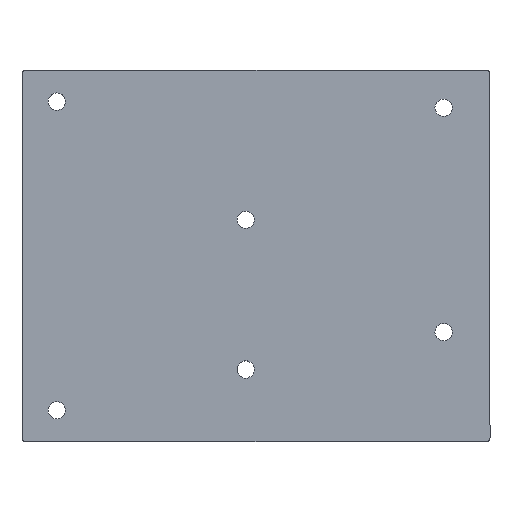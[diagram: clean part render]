
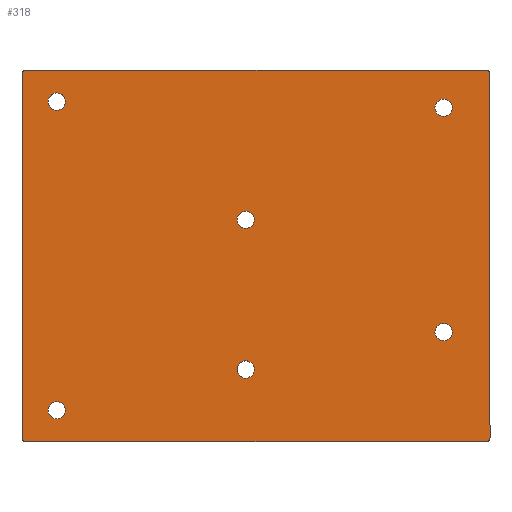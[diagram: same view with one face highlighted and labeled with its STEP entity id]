
A CAD part, top view. The second image highlights one B-rep face of the part: STEP entity #318.
In plain terms, the highlighted planar face has unit normal (0, 0, 1).
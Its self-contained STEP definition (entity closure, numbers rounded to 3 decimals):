
#21=FACE_BOUND('',#69,.T.);
#22=FACE_BOUND('',#70,.T.);
#23=FACE_BOUND('',#71,.T.);
#24=FACE_BOUND('',#72,.T.);
#25=FACE_BOUND('',#73,.T.);
#26=FACE_BOUND('',#74,.T.);
#32=PLANE('',#366);
#46=FACE_OUTER_BOUND('',#68,.T.);
#68=EDGE_LOOP('',(#273,#274,#275,#276,#277,#278,#279,#280));
#69=EDGE_LOOP('',(#281));
#70=EDGE_LOOP('',(#282));
#71=EDGE_LOOP('',(#283));
#72=EDGE_LOOP('',(#284));
#73=EDGE_LOOP('',(#285));
#74=EDGE_LOOP('',(#286));
#83=LINE('',#494,#105);
#89=LINE('',#523,#111);
#91=LINE('',#526,#113);
#94=LINE('',#534,#116);
#105=VECTOR('',#399,10.);
#111=VECTOR('',#427,10.);
#113=VECTOR('',#431,10.);
#116=VECTOR('',#440,10.);
#122=CIRCLE('',#337,1.1);
#124=CIRCLE('',#340,1.1);
#125=CIRCLE('',#342,0.5);
#134=CIRCLE('',#354,0.5);
#135=CIRCLE('',#358,0.5);
#136=CIRCLE('',#361,0.5);
#137=CIRCLE('',#363,1.1);
#138=CIRCLE('',#365,1.1);
#139=CIRCLE('',#367,1.1);
#140=CIRCLE('',#368,1.1);
#142=VERTEX_POINT('',#471);
#144=VERTEX_POINT('',#477);
#145=VERTEX_POINT('',#481);
#146=VERTEX_POINT('',#482);
#150=VERTEX_POINT('',#492);
#160=VERTEX_POINT('',#516);
#161=VERTEX_POINT('',#517);
#162=VERTEX_POINT('',#522);
#163=VERTEX_POINT('',#528);
#164=VERTEX_POINT('',#532);
#165=VERTEX_POINT('',#538);
#166=VERTEX_POINT('',#542);
#167=VERTEX_POINT('',#546);
#168=VERTEX_POINT('',#548);
#171=EDGE_CURVE('',#142,#142,#122,.T.);
#174=EDGE_CURVE('',#144,#144,#124,.T.);
#175=EDGE_CURVE('',#145,#146,#125,.T.);
#181=EDGE_CURVE('',#150,#145,#83,.T.);
#192=EDGE_CURVE('',#160,#161,#134,.T.);
#195=EDGE_CURVE('',#161,#162,#89,.T.);
#197=EDGE_CURVE('',#146,#160,#91,.F.);
#199=EDGE_CURVE('',#163,#150,#135,.T.);
#201=EDGE_CURVE('',#164,#163,#94,.T.);
#202=EDGE_CURVE('',#162,#164,#136,.T.);
#203=EDGE_CURVE('',#165,#165,#137,.T.);
#205=EDGE_CURVE('',#166,#166,#138,.T.);
#207=EDGE_CURVE('',#167,#167,#139,.T.);
#208=EDGE_CURVE('',#168,#168,#140,.T.);
#273=ORIENTED_EDGE('',*,*,#175,.F.);
#274=ORIENTED_EDGE('',*,*,#181,.F.);
#275=ORIENTED_EDGE('',*,*,#199,.F.);
#276=ORIENTED_EDGE('',*,*,#201,.F.);
#277=ORIENTED_EDGE('',*,*,#202,.F.);
#278=ORIENTED_EDGE('',*,*,#195,.F.);
#279=ORIENTED_EDGE('',*,*,#192,.F.);
#280=ORIENTED_EDGE('',*,*,#197,.F.);
#281=ORIENTED_EDGE('',*,*,#171,.T.);
#282=ORIENTED_EDGE('',*,*,#174,.T.);
#283=ORIENTED_EDGE('',*,*,#203,.T.);
#284=ORIENTED_EDGE('',*,*,#205,.T.);
#285=ORIENTED_EDGE('',*,*,#207,.F.);
#286=ORIENTED_EDGE('',*,*,#208,.F.);
#318=ADVANCED_FACE('',(#46,#21,#22,#23,#24,#25,#26),#32,.F.);
#337=AXIS2_PLACEMENT_3D('',#473,#378,#379);
#340=AXIS2_PLACEMENT_3D('',#479,#385,#386);
#342=AXIS2_PLACEMENT_3D('',#483,#389,#390);
#354=AXIS2_PLACEMENT_3D('',#518,#421,#422);
#358=AXIS2_PLACEMENT_3D('',#530,#435,#436);
#361=AXIS2_PLACEMENT_3D('',#536,#443,#444);
#363=AXIS2_PLACEMENT_3D('',#539,#447,#448);
#365=AXIS2_PLACEMENT_3D('',#543,#452,#453);
#366=AXIS2_PLACEMENT_3D('',#545,#455,#456);
#367=AXIS2_PLACEMENT_3D('',#547,#457,#458);
#368=AXIS2_PLACEMENT_3D('',#549,#459,#460);
#378=DIRECTION('center_axis',(0.,0.,
-1.));
#379=DIRECTION('ref_axis',(1.,0.,0.));
#385=DIRECTION('center_axis',(0.,0.,
-1.));
#386=DIRECTION('ref_axis',(1.,0.,0.));
#389=DIRECTION('center_axis',(0.,0.,
-1.));
#390=DIRECTION('ref_axis',(0.707,0.707,0.));
#399=DIRECTION('',(1.,0.,0.));
#421=DIRECTION('center_axis',(0.,0.,
-1.));
#422=DIRECTION('ref_axis',(0.707,-0.707,0.));
#427=DIRECTION('',(-1.,0.,0.));
#431=DIRECTION('',(0.,1.,0.));
#435=DIRECTION('center_axis',(0.,0.,
-1.));
#436=DIRECTION('ref_axis',(-0.707,0.707,0.));
#440=DIRECTION('',(0.,1.,0.));
#443=DIRECTION('center_axis',(0.,0.,
-1.));
#444=DIRECTION('ref_axis',(-0.707,-0.707,0.));
#447=DIRECTION('center_axis',(0.,0.,
-1.));
#448=DIRECTION('ref_axis',(1.,0.,0.));
#452=DIRECTION('center_axis',(0.,0.,
-1.));
#453=DIRECTION('ref_axis',(1.,0.,0.));
#455=DIRECTION('center_axis',(0.,0.,
-1.));
#456=DIRECTION('ref_axis',(1.,0.,0.));
#457=DIRECTION('center_axis',(0.,0.,
1.));
#458=DIRECTION('ref_axis',(1.,0.,0.));
#459=DIRECTION('center_axis',(0.,0.,
1.));
#460=DIRECTION('ref_axis',(1.,0.,0.));
#471=CARTESIAN_POINT('',(61.175,-32.726,-4.8));
#473=CARTESIAN_POINT('Origin',(62.275,-32.726,-4.8));
#477=CARTESIAN_POINT('',(61.175,-61.301,-4.8));
#479=CARTESIAN_POINT('Origin',(62.275,-61.301,-4.8));
#481=CARTESIAN_POINT('',(67.685,-27.963,-4.8));
#482=CARTESIAN_POINT('',(68.185,-28.463,-4.8));
#483=CARTESIAN_POINT('Origin',(67.685,-28.463,-4.8));
#492=CARTESIAN_POINT('',(9.1,-27.963,-4.8));
#494=CARTESIAN_POINT('',(27.6,-27.963,-4.8));
#516=CARTESIAN_POINT('',(68.185,-74.761,-4.8));
#517=CARTESIAN_POINT('',(67.685,-75.261,-4.8));
#518=CARTESIAN_POINT('Origin',(67.685,-74.761,-4.8));
#522=CARTESIAN_POINT('',(9.1,-75.261,-4.8));
#523=CARTESIAN_POINT('',(46.55,-75.261,-4.8));
#526=CARTESIAN_POINT('',(68.185,-42.251,-4.8));
#528=CARTESIAN_POINT('',(8.6,-28.463,-4.8));
#530=CARTESIAN_POINT('Origin',(9.1,-28.463,-4.8));
#532=CARTESIAN_POINT('',(8.6,-74.761,-4.8));
#534=CARTESIAN_POINT('',(8.6,-42.251,-4.8));
#536=CARTESIAN_POINT('Origin',(9.1,-74.761,-4.8));
#538=CARTESIAN_POINT('',(11.93,-31.956,-4.8));
#539=CARTESIAN_POINT('Origin',(13.03,-31.956,-4.8));
#542=CARTESIAN_POINT('',(11.93,-71.262,-4.8));
#543=CARTESIAN_POINT('Origin',(13.03,-71.262,-4.8));
#545=CARTESIAN_POINT('Origin',(37.075,-56.538,-4.8));
#546=CARTESIAN_POINT('',(35.975,-66.063,-4.8));
#547=CARTESIAN_POINT('Origin',(37.075,-66.063,-4.8));
#548=CARTESIAN_POINT('',(35.975,-47.013,-4.8));
#549=CARTESIAN_POINT('Origin',(37.075,-47.013,-4.8));
